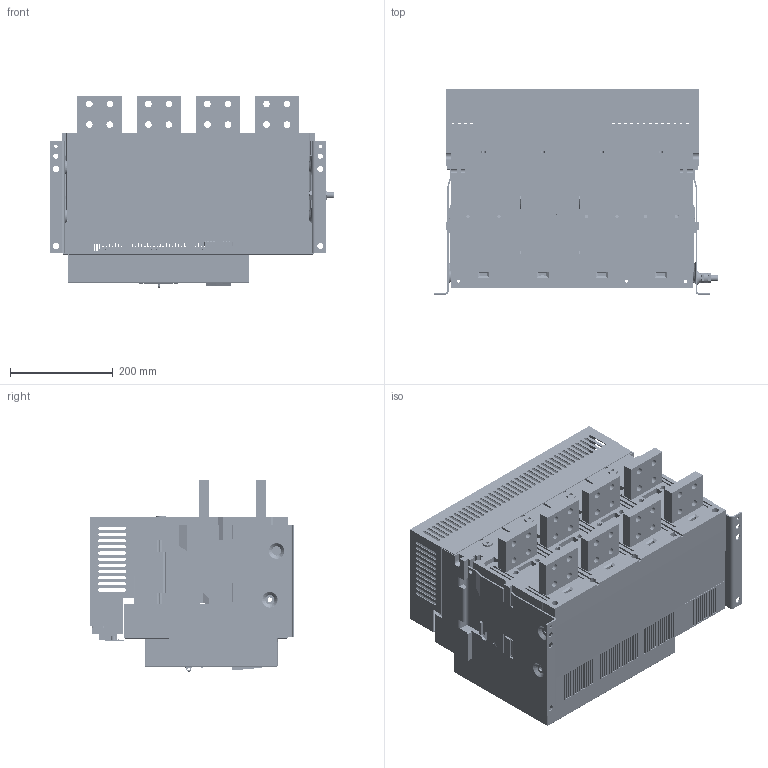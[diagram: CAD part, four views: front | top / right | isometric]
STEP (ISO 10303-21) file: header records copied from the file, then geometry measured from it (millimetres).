
FILE_DESCRIPTION((''),'2;1');
FILE_NAME('NA1-3200-4P-GUDINGSHI','2020-05-02T14:31:09',('fansz'),(''),'CREO PARAMETRIC BY PTC INC, 2018020','CREO PARAMETRIC BY PTC INC, 2018020','');
FILE_SCHEMA(('CONFIG_CONTROL_DESIGN'));
Products named in the file (1): NA1-3200-4P-GUDINGSHI
Bounding box: 552 x 399 x 372.5 mm (x, y, z)
Volume: 9933039.8 mm3; surface area: 3314599.2 mm2
Topology: 1 solids, 66 shells, 8248 faces, 23948 edges, 15836 vertices
Faces by surface type: plane 5591, cylinder 1260, extrusion 1205, cone 132, torus 44, sphere 10, bspline 6
Entity records: 278464 total; most frequent: CARTESIAN_POINT 61676, ORIENTED_EDGE 47876, DIRECTION 39657, EDGE_CURVE 23938, VECTOR 19183, LINE 17978, VERTEX_POINT 15836, AXIS2_PLACEMENT_3D 10237
